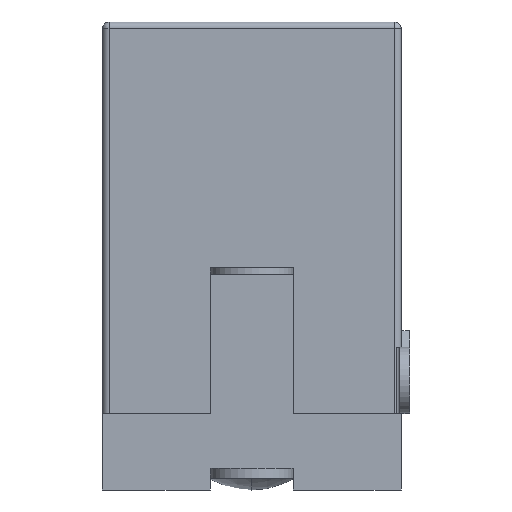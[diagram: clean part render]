
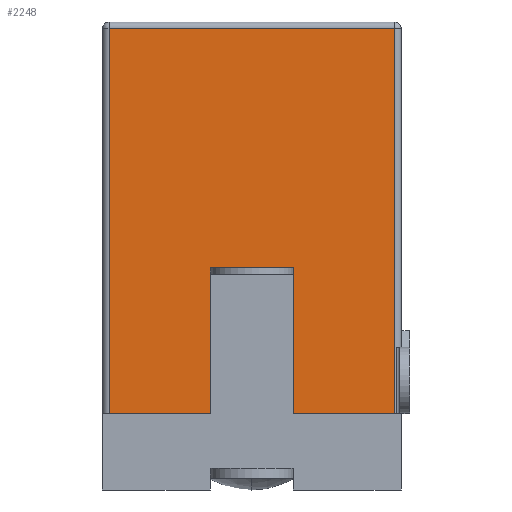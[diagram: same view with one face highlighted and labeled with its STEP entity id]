
A CAD part, front view. The second image highlights one B-rep face of the part: STEP entity #2248.
In plain terms, the highlighted planar face has unit normal (0, -1, 0).
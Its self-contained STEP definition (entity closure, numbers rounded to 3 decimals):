
#70 = LINE ( 'NONE', #1688, #1072 ) ;
#84 = EDGE_CURVE ( 'NONE', #3272, #2224, #1183, .T. ) ;
#112 = DIRECTION ( 'NONE',  ( -1., 0., 0. ) ) ;
#157 = ORIENTED_EDGE ( 'NONE', *, *, #84, .F. ) ;
#177 = LINE ( 'NONE', #3030, #2314 ) ;
#219 = VERTEX_POINT ( 'NONE', #1043 ) ;
#292 = VECTOR ( 'NONE', #452, 1000. ) ;
#402 = ORIENTED_EDGE ( 'NONE', *, *, #1924, .T. ) ;
#432 = DIRECTION ( 'NONE',  ( -1., 0., 0. ) ) ;
#452 = DIRECTION ( 'NONE',  ( 0., 0., -1. ) ) ;
#487 = VERTEX_POINT ( 'NONE', #879 ) ;
#543 = PLANE ( 'NONE',  #1564 ) ;
#556 = CARTESIAN_POINT ( 'NONE',  ( 4.5, 0., -5.05 ) ) ;
#678 = EDGE_CURVE ( 'NONE', #2224, #1143, #70, .T. ) ;
#724 = DIRECTION ( 'NONE',  ( -1., 0., 0. ) ) ;
#796 = DIRECTION ( 'NONE',  ( -1., 0., 0. ) ) ;
#879 = CARTESIAN_POINT ( 'NONE',  ( 4.3, 0., -5.05 ) ) ;
#920 = CARTESIAN_POINT ( 'NONE',  ( -4.5, 0., 6.55 ) ) ;
#947 = VECTOR ( 'NONE', #432, 1000. ) ;
#1043 = CARTESIAN_POINT ( 'NONE',  ( -4.3, 0., 6.55 ) ) ;
#1068 = LINE ( 'NONE', #556, #3063 ) ;
#1072 = VECTOR ( 'NONE', #1447, 1000. ) ;
#1108 = CARTESIAN_POINT ( 'NONE',  ( -4.3, 0., -5.05 ) ) ;
#1143 = VERTEX_POINT ( 'NONE', #1650 ) ;
#1183 = LINE ( 'NONE', #2042, #2287 ) ;
#1195 = EDGE_CURVE ( 'NONE', #487, #2693, #1417, .T. ) ;
#1205 = LINE ( 'NONE', #3039, #292 ) ;
#1219 = ORIENTED_EDGE ( 'NONE', *, *, #2810, .T. ) ;
#1250 = EDGE_LOOP ( 'NONE', ( #402, #3263, #1406, #1739, #157, #2634, #3192, #1219 ) ) ;
#1406 = ORIENTED_EDGE ( 'NONE', *, *, #2750, .F. ) ;
#1417 = LINE ( 'NONE', #3254, #947 ) ;
#1447 = DIRECTION ( 'NONE',  ( 0., 0., -1. ) ) ;
#1564 = AXIS2_PLACEMENT_3D ( 'NONE', #2326, #2942, #112 ) ;
#1600 = CARTESIAN_POINT ( 'NONE',  ( 4.3, 0., 6.75 ) ) ;
#1650 = CARTESIAN_POINT ( 'NONE',  ( -1.25, 0., -5.05 ) ) ;
#1688 = CARTESIAN_POINT ( 'NONE',  ( -1.25, 0., -0.65 ) ) ;
#1739 = ORIENTED_EDGE ( 'NONE', *, *, #678, .F. ) ;
#1816 = VECTOR ( 'NONE', #2473, 1000. ) ;
#1836 = EDGE_CURVE ( 'NONE', #2693, #3272, #177, .T. ) ;
#1839 = CARTESIAN_POINT ( 'NONE',  ( -1.25, 0., -0.65 ) ) ;
#1871 = EDGE_CURVE ( 'NONE', #219, #2330, #1205, .T. ) ;
#1924 = EDGE_CURVE ( 'NONE', #2831, #219, #2682, .T. ) ;
#2042 = CARTESIAN_POINT ( 'NONE',  ( 1.25, 0., -0.65 ) ) ;
#2157 = CARTESIAN_POINT ( 'NONE',  ( 4.3, 0., 6.55 ) ) ;
#2224 = VERTEX_POINT ( 'NONE', #1839 ) ;
#2248 = ADVANCED_FACE ( 'NONE', ( #3103 ), #543, .F. ) ;
#2287 = VECTOR ( 'NONE', #724, 1000. ) ;
#2314 = VECTOR ( 'NONE', #2983, 1000. ) ;
#2326 = CARTESIAN_POINT ( 'NONE',  ( -4.5, 0., 6.75 ) ) ;
#2330 = VERTEX_POINT ( 'NONE', #1108 ) ;
#2446 = LINE ( 'NONE', #1600, #3175 ) ;
#2473 = DIRECTION ( 'NONE',  ( -1., 0., 0. ) ) ;
#2634 = ORIENTED_EDGE ( 'NONE', *, *, #1836, .F. ) ;
#2682 = LINE ( 'NONE', #920, #1816 ) ;
#2693 = VERTEX_POINT ( 'NONE', #2867 ) ;
#2750 = EDGE_CURVE ( 'NONE', #1143, #2330, #1068, .T. ) ;
#2810 = EDGE_CURVE ( 'NONE', #487, #2831, #2446, .T. ) ;
#2831 = VERTEX_POINT ( 'NONE', #2157 ) ;
#2851 = CARTESIAN_POINT ( 'NONE',  ( 1.25, 0., -0.65 ) ) ;
#2867 = CARTESIAN_POINT ( 'NONE',  ( 1.25, 0., -5.05 ) ) ;
#2931 = DIRECTION ( 'NONE',  ( 0., 0., 1. ) ) ;
#2942 = DIRECTION ( 'NONE',  ( 0., 1., 0. ) ) ;
#2983 = DIRECTION ( 'NONE',  ( 0., 0., 1. ) ) ;
#3030 = CARTESIAN_POINT ( 'NONE',  ( 1.25, 0., -0.65 ) ) ;
#3039 = CARTESIAN_POINT ( 'NONE',  ( -4.3, 0., 6.75 ) ) ;
#3063 = VECTOR ( 'NONE', #796, 1000. ) ;
#3103 = FACE_OUTER_BOUND ( 'NONE', #1250, .T. ) ;
#3175 = VECTOR ( 'NONE', #2931, 1000. ) ;
#3192 = ORIENTED_EDGE ( 'NONE', *, *, #1195, .F. ) ;
#3254 = CARTESIAN_POINT ( 'NONE',  ( 4.5, 0., -5.05 ) ) ;
#3263 = ORIENTED_EDGE ( 'NONE', *, *, #1871, .T. ) ;
#3272 = VERTEX_POINT ( 'NONE', #2851 ) ;
